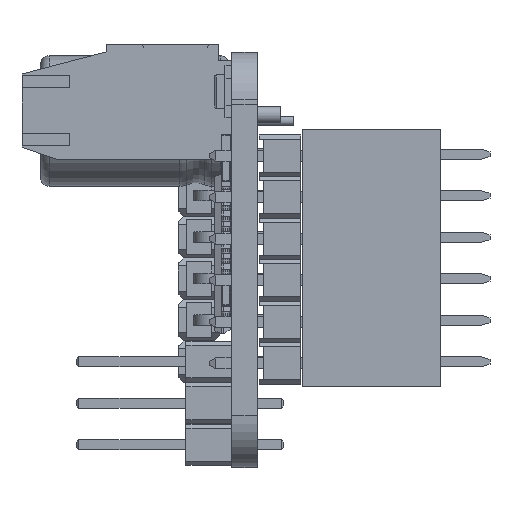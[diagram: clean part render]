
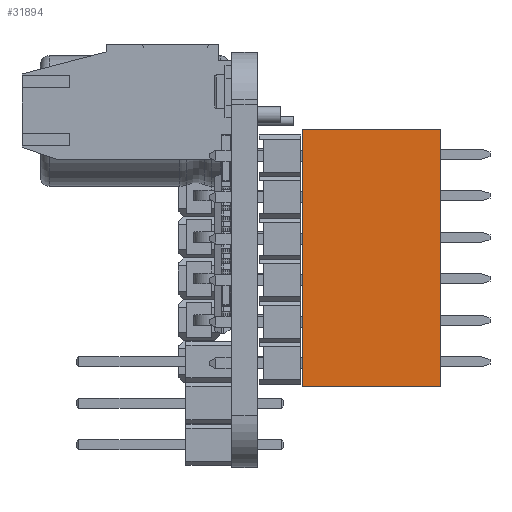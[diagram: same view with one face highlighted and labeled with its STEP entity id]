
A CAD part, left-side view. The second image highlights one B-rep face of the part: STEP entity #31894.
In plain terms, the highlighted face is planar.
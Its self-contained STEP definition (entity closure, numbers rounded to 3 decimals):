
#2534=PLANE('',#34564);
#4206=FACE_OUTER_BOUND('',#6151,.T.);
#6151=EDGE_LOOP('',(#28435,#28436,#28437,#28438));
#9041=LINE('',#50384,#12613);
#9295=LINE('',#50897,#12867);
#9297=LINE('',#50900,#12869);
#9299=LINE('',#50904,#12871);
#12613=VECTOR('',#41352,8.5);
#12867=VECTOR('',#41780,8.5);
#12869=VECTOR('',#41784,15.74);
#12871=VECTOR('',#41790,15.74);
#16372=VERTEX_POINT('',#50381);
#16373=VERTEX_POINT('',#50383);
#16544=VERTEX_POINT('',#50894);
#16545=VERTEX_POINT('',#50896);
#20353=EDGE_CURVE('',#16373,#16372,#9041,.T.);
#20607=EDGE_CURVE('',#16544,#16545,#9295,.T.);
#20609=EDGE_CURVE('',#16372,#16545,#9297,.T.);
#20611=EDGE_CURVE('',#16373,#16544,#9299,.T.);
#28435=ORIENTED_EDGE('',*,*,#20353,.T.);
#28436=ORIENTED_EDGE('',*,*,#20609,.T.);
#28437=ORIENTED_EDGE('',*,*,#20607,.F.);
#28438=ORIENTED_EDGE('',*,*,#20611,.F.);
#31894=ADVANCED_FACE('',(#4206),#2534,.T.);
#34564=AXIS2_PLACEMENT_3D('',#50903,#41788,#41789);
#41352=DIRECTION('',(0.,-1.,0.));
#41780=DIRECTION('',(0.,-1.,0.));
#41784=DIRECTION('',(1.,0.,0.));
#41788=DIRECTION('center_axis',(0.,0.,1.));
#41789=DIRECTION('ref_axis',(0.,-1.,0.));
#41790=DIRECTION('',(1.,0.,0.));
#50381=CARTESIAN_POINT('',(-7.87,0.,1.27));
#50383=CARTESIAN_POINT('',(-7.87,8.5,1.27));
#50384=CARTESIAN_POINT('',(-7.87,8.5,1.27));
#50894=CARTESIAN_POINT('',(7.87,8.5,1.27));
#50896=CARTESIAN_POINT('',(7.87,0.,1.27));
#50897=CARTESIAN_POINT('',(7.87,8.5,1.27));
#50900=CARTESIAN_POINT('',(-7.87,0.,1.27));
#50903=CARTESIAN_POINT('Origin',(-7.87,8.5,1.27));
#50904=CARTESIAN_POINT('',(-7.87,8.5,1.27));
